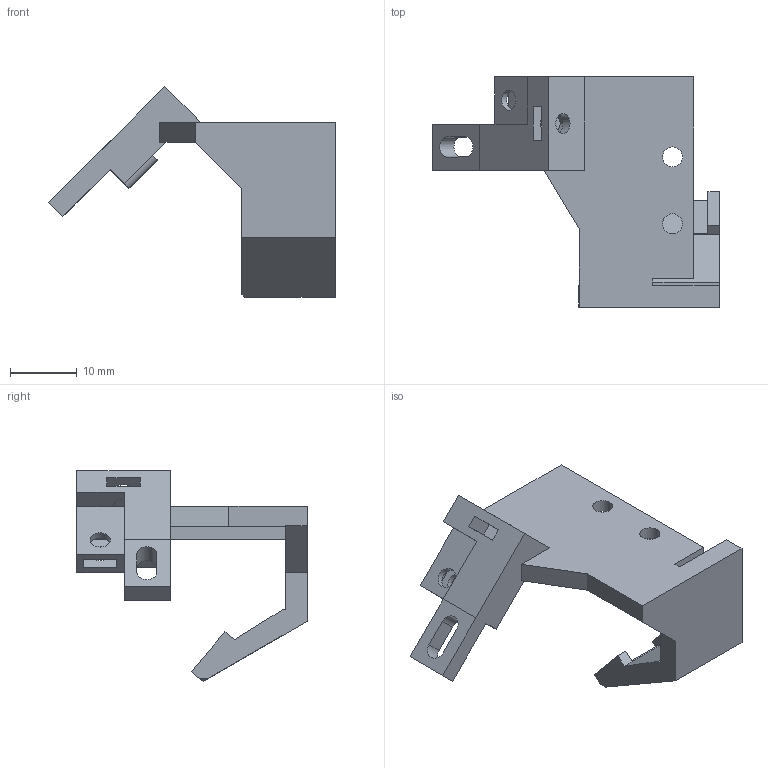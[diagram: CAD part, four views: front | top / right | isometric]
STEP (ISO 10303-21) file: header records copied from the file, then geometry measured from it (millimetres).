
FILE_DESCRIPTION(/* description */ (''),/* implementation_level */ '2;1');
FILE_NAME(/* name */ 'Eyepiece EyR Mount V6 v3.step',/* time_stamp */ '2024-03-25T07:11:26-04:00',/* author */ (''),/* organization */ (''),/* preprocessor_version */ 'ST-DEVELOPER v20',/* originating_system */ 'Autodesk Translation Framework v12.20.1.177',/* authorisation */ '');
FILE_SCHEMA (('AUTOMOTIVE_DESIGN { 1 0 10303 214 3 1 1 }'));
Length unit declared in the file: millimetre
Products named in the file (1): Eyepiece EyR Mount V6
Bounding box: 42.91 x 34.49 x 31.55 mm (x, y, z)
Volume: 4396.8 mm3; surface area: 3975.4 mm2
Topology: 1 solids, 1 shells, 68 faces, 189 edges, 124 vertices
Faces by surface type: plane 58, cylinder 10
Full cylindrical faces by diameter (mm): 3 x6
Entity records: 2206 total; most frequent: CARTESIAN_POINT 382, ORIENTED_EDGE 378, DIRECTION 347, EDGE_CURVE 189, LINE 169, VECTOR 169, VERTEX_POINT 124, AXIS2_PLACEMENT_3D 89
